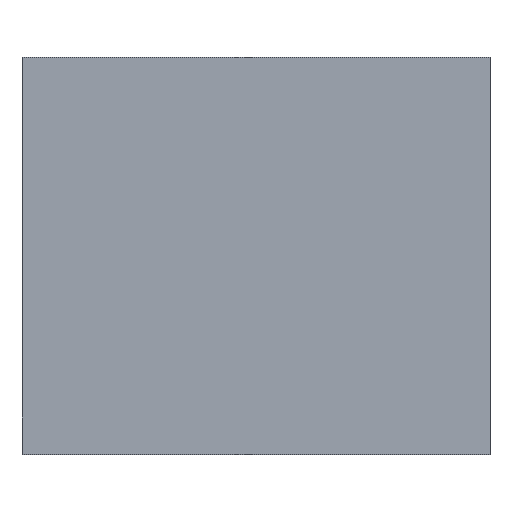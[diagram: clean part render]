
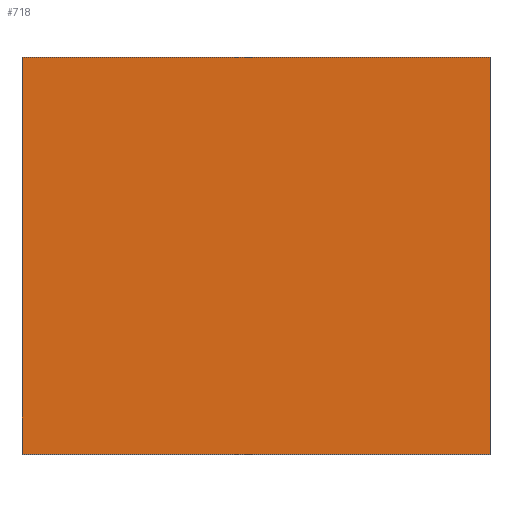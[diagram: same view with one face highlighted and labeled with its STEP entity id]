
A CAD part, top view. The second image highlights one B-rep face of the part: STEP entity #718.
In plain terms, the highlighted planar face has unit normal (0, 0, 1).
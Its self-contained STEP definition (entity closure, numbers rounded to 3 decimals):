
#68=FACE_OUTER_BOUND('',#110,.T.);
#110=EDGE_LOOP('',(#619,#620,#621,#622));
#193=LINE('',#1141,#279);
#196=LINE('',#1147,#282);
#199=LINE('',#1153,#285);
#202=LINE('',#1157,#288);
#279=VECTOR('',#929,10.);
#282=VECTOR('',#934,10.);
#285=VECTOR('',#939,10.);
#288=VECTOR('',#944,10.);
#341=VERTEX_POINT('',#1138);
#342=VERTEX_POINT('',#1140);
#344=VERTEX_POINT('',#1146);
#346=VERTEX_POINT('',#1152);
#431=EDGE_CURVE('',#342,#341,#193,.T.);
#434=EDGE_CURVE('',#344,#342,#196,.T.);
#437=EDGE_CURVE('',#346,#344,#199,.T.);
#440=EDGE_CURVE('',#341,#346,#202,.T.);
#619=ORIENTED_EDGE('',*,*,#440,.T.);
#620=ORIENTED_EDGE('',*,*,#437,.T.);
#621=ORIENTED_EDGE('',*,*,#434,.T.);
#622=ORIENTED_EDGE('',*,*,#431,.T.);
#682=PLANE('',#780);
#718=ADVANCED_FACE('',(#68),#682,.T.);
#780=AXIS2_PLACEMENT_3D('',#1159,#947,#948);
#929=DIRECTION('',(0.,1.,0.));
#934=DIRECTION('',(1.,0.,0.));
#939=DIRECTION('',(0.,-1.,0.));
#944=DIRECTION('',(-1.,0.,0.));
#947=DIRECTION('center_axis',(0.,0.,1.));
#948=DIRECTION('ref_axis',(1.,0.,0.));
#1138=CARTESIAN_POINT('',(8.,3.9,7.2));
#1140=CARTESIAN_POINT('',(8.,-3.9,7.2));
#1141=CARTESIAN_POINT('',(8.,3.9,7.2));
#1146=CARTESIAN_POINT('',(-1.2,-3.9,7.2));
#1147=CARTESIAN_POINT('',(8.,-3.9,7.2));
#1152=CARTESIAN_POINT('',(-1.2,3.9,7.2));
#1153=CARTESIAN_POINT('',(-1.2,-3.9,7.2));
#1157=CARTESIAN_POINT('',(-1.2,3.9,7.2));
#1159=CARTESIAN_POINT('Origin',(3.4,0.,7.2));
